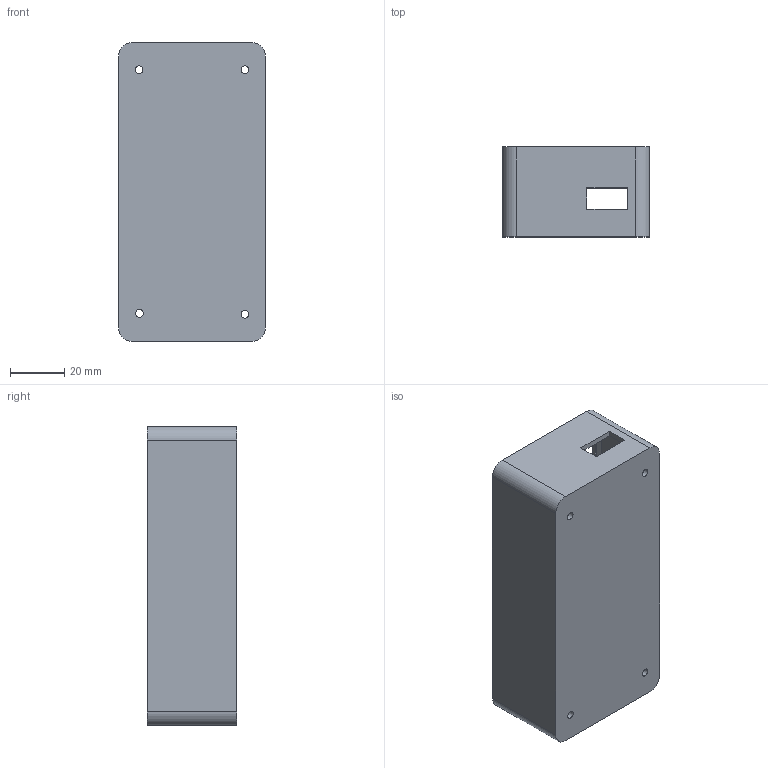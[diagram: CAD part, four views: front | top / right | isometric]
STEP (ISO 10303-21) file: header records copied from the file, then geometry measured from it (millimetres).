
FILE_DESCRIPTION(/* description */ (''),/* implementation_level */ '2;1');
FILE_NAME(/* name */ '00_Case_Powersupply_Galvo.ipt.step',/* time_stamp */ '2022-11-29T07:37:15+01:00',/* author */ ('diederichbenedict'),/* organization */ (''),/* preprocessor_version */ 'ST-DEVELOPER v18.1',/* originating_system */ 'Autodesk Inventor 2022',/* authorisation */ '');
FILE_SCHEMA (('AUTOMOTIVE_DESIGN { 1 0 10303 214 3 1 1 }'));
Length unit declared in the file: millimetre
Products named in the file (1): 00_Case_Powersupply_Galvo
Bounding box: 54 x 33 x 110 mm (x, y, z)
Volume: 35650.2 mm3; surface area: 31604.4 mm2
Topology: 1 solids, 1 shells, 53 faces, 134 edges, 84 vertices
Faces by surface type: plane 37, cylinder 16
Full cylindrical faces by diameter (mm): 2.9 x6
Entity records: 1649 total; most frequent: DIRECTION 278, CARTESIAN_POINT 272, ORIENTED_EDGE 268, EDGE_CURVE 134, LINE 98, VECTOR 98, AXIS2_PLACEMENT_3D 90, VERTEX_POINT 84
